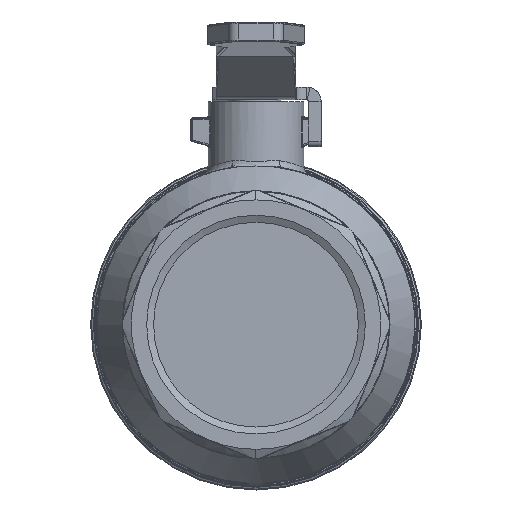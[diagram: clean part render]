
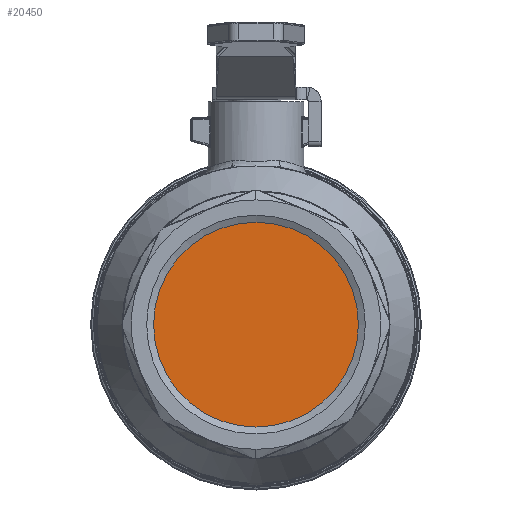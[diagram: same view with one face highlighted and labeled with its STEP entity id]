
A CAD part, left-side view. The second image highlights one B-rep face of the part: STEP entity #20450.
In plain terms, the highlighted planar face has unit normal (-1, 0, 0).
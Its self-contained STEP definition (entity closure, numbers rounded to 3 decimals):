
#6874=CARTESIAN_POINT('',(-41.896,0.,28.33));
#6875=VERTEX_POINT('',#6874);
#6884=CARTESIAN_POINT('',(-41.896,0.,-28.33));
#6885=VERTEX_POINT('',#6884);
#6886=CARTESIAN_POINT('',(-41.896,0.,-0.));
#6887=DIRECTION('',(1.,-0.,-0.));
#6888=DIRECTION('',(0.,0.,1.));
#6889=AXIS2_PLACEMENT_3D('',#6886,#6887,#6888);
#6890=CIRCLE('',#6889,28.33);
#6891=EDGE_CURVE('',#6875,#6885,#6890,.T.);
#6893=CARTESIAN_POINT('',(-41.896,0.,-0.));
#6894=DIRECTION('',(1.,-0.,-0.));
#6895=DIRECTION('',(0.,0.,1.));
#6896=AXIS2_PLACEMENT_3D('',#6893,#6894,#6895);
#6897=CIRCLE('',#6896,28.33);
#6898=EDGE_CURVE('',#6885,#6875,#6897,.T.);
#20441=CARTESIAN_POINT('',(-41.896,0.,0.));
#20442=DIRECTION('',(-1.,0.,0.));
#20443=DIRECTION('',(0.,-1.,0.));
#20444=AXIS2_PLACEMENT_3D('',#20441,#20442,#20443);
#20445=PLANE('',#20444);
#20446=ORIENTED_EDGE('',*,*,#6898,.F.);
#20447=ORIENTED_EDGE('',*,*,#6891,.F.);
#20448=EDGE_LOOP('',(#20446,#20447));
#20449=FACE_BOUND('',#20448,.T.);
#20450=ADVANCED_FACE('',(#20449),#20445,.T.);
